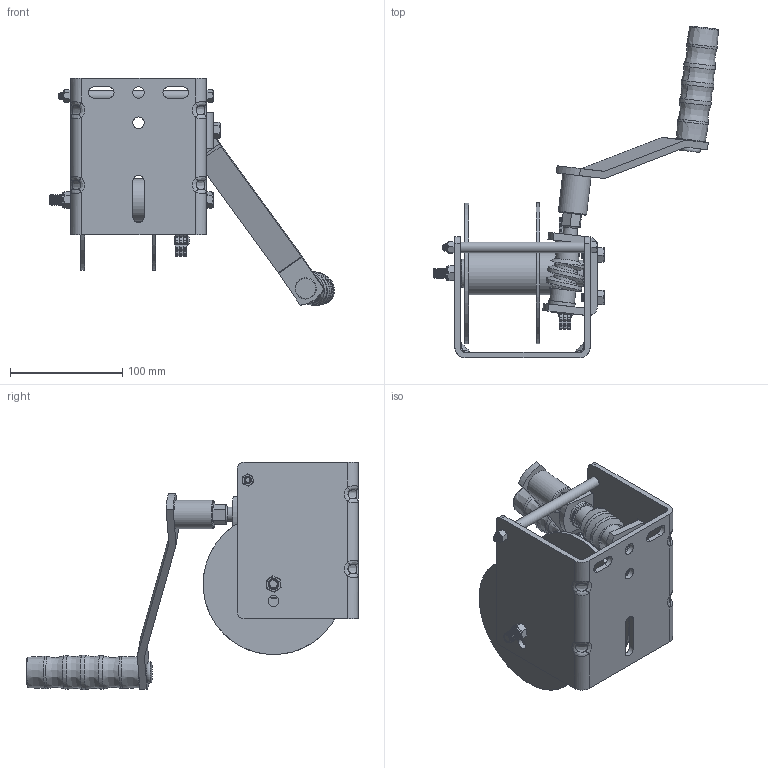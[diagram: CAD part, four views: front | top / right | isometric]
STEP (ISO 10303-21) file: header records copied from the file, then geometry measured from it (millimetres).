
FILE_DESCRIPTION((''),'2;1');
FILE_NAME('WG1500 Hex Drive.stp','2013-03-14T11:38:35',('tran'),(''),'Autodesk Inventor 2012','Autodesk Inventor 2012','');
FILE_SCHEMA(('AUTOMOTIVE_DESIGN { 1 0 10303 214 1 1 1 1 }'));
Length unit declared in the file: inch
Products named in the file (31): WG1500 All Model Assembly; 404458 Base; 404457 Worm Bracket; 204007 Drive Shaft Bottom Bushing; 404439 Spacer; 404435 Worm Gear P8; 205186 Thrust Bearing Race; 204006 Drive Shaft Bushing; 205109 Flat Washer; 204489 Spring Washer; 205246 Roll Pin; 404434 Base spacer; 205014 .25 Lock Nut; 205235 Screw; 204808 Spacer; 204803 Lock Nut; 205127 Cap Screw; 304432 Reel Assembly; 406042 Large Reel Hub; 404440 Side Plate; 404444 Reel Divider; 304395 Tooth Gear Assembly; 404443 30T Gear; 206078 Rivit; 306132 Hex Handle; 206596 Socket; 204005 Crank Handle Pin; 404234 7 Handle; 204004 Handle Sleeve; 406102 WG Hex Shaft; 205006 .25 Drive Shaft
Assembly tree (35 placements, depth 4):
  WG1500 All Model Assembly
    404458 Base
    404457 Worm Bracket
    204007 Drive Shaft Bottom Bushing
    404439 Spacer
    404435 Worm Gear P8
    205186 Thrust Bearing Race
    204006 Drive Shaft Bushing
    205109 Flat Washer
    204489 Spring Washer
    205246 Roll Pin
    404434 Base spacer
    205014 .25 Lock Nut
    205235 Screw  x2
    204808 Spacer
    204803 Lock Nut
    205127 Cap Screw
    304432 Reel Assembly
      406042 Large Reel Hub
      404440 Side Plate
      404444 Reel Divider
      304395 Tooth Gear Assembly
        404443 30T Gear  x3
        206078 Rivit  x3
    306132 Hex Handle
      206596 Socket
      204005 Crank Handle Pin
      404234 7 Handle
      204004 Handle Sleeve
    406102 WG Hex Shaft
    205006 .25 Drive Shaft
Bounding box: 254.29 x 296.37 x 203.04 mm (x, y, z)
Volume: 618311.6 mm3; surface area: 304143.8 mm2
Topology: 33 solids, 34 shells, 1446 faces, 3931 edges, 2563 vertices
Faces by surface type: cylinder 1048, plane 218, cone 100, bspline 69, torus 8, sphere 3
Full cylindrical faces by diameter (mm): 4.007 x3, 4.699 x2, 4.763 x1, 4.775 x1, 4.801 x12, 6.35 x1, 6.452 x1, 6.747 x2, 7.137 x2, 8.334 x2, 9.525 x9, 9.601 x4, 9.652 x1, 10.317 x2, 11.176 x1, 11.303 x1, 12.548 x1, 12.573 x1, 12.7 x4, 12.827 x1, 12.903 x2, 13.096 x1, 13.462 x1, 13.494 x9, 13.642 x1, 19.05 x3, 19.202 x2, 20.625 x2, 22.225 x1, 23.419 x1
Entity records: 34950 total; most frequent: CARTESIAN_POINT 15432, DIRECTION 4080, ORIENTED_EDGE 3784, EDGE_CURVE 1892, AXIS2_PLACEMENT_3D 1734, VERTEX_POINT 1262, EDGE_LOOP 960, CIRCLE 959
